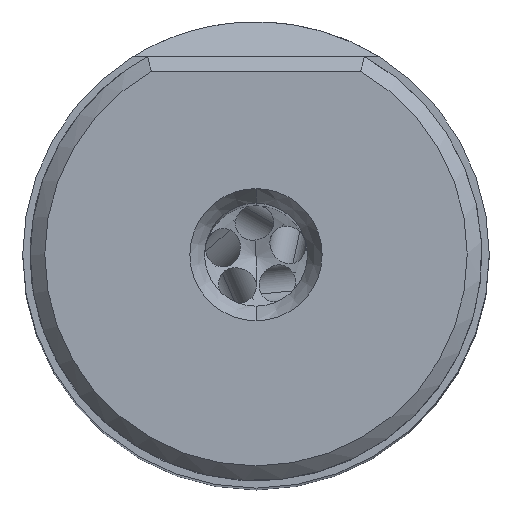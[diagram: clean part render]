
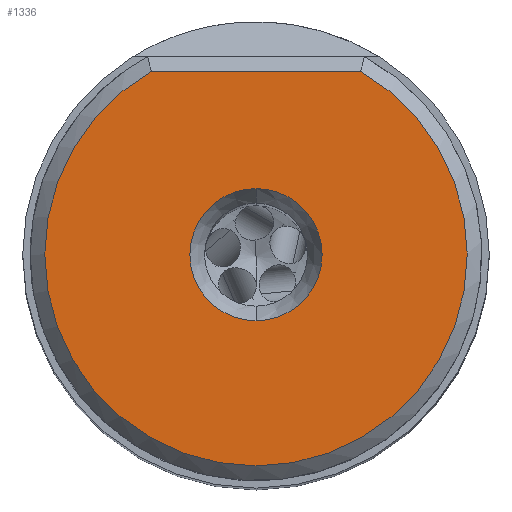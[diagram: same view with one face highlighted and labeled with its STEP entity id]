
A CAD part, top view. The second image highlights one B-rep face of the part: STEP entity #1336.
In plain terms, the highlighted planar face has unit normal (0, 0, 1).
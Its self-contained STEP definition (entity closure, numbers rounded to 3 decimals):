
#304=B_SPLINE_CURVE_WITH_KNOTS('',3,(#15987,#15988,#15989,#15990),
 .UNSPECIFIED.,.F.,.F.,(4,4),(0.,1.),.UNSPECIFIED.);
#774=PLANE('',#10054);
#882=FACE_BOUND('',#2421,.T.);
#883=FACE_BOUND('',#2422,.T.);
#1336=ADVANCED_FACE('',(#882,#883),#774,.T.);
#2421=EDGE_LOOP('',(#4095,#4096));
#2422=EDGE_LOOP('',(#4097,#4098));
#2879=CIRCLE('',#10047,14.375);
#2880=CIRCLE('',#10052,4.5);
#2881=CIRCLE('',#10053,4.5);
#4095=ORIENTED_EDGE('',*,*,#7607,.T.);
#4096=ORIENTED_EDGE('',*,*,#7608,.T.);
#4097=ORIENTED_EDGE('',*,*,#7600,.T.);
#4098=ORIENTED_EDGE('',*,*,#7606,.T.);
#6455=VERTEX_POINT('',#15945);
#6457=VERTEX_POINT('',#15948);
#6459=VERTEX_POINT('',#15993);
#6460=VERTEX_POINT('',#15994);
#7600=EDGE_CURVE('',#6457,#6455,#2879,.T.);
#7606=EDGE_CURVE('',#6455,#6457,#304,.T.);
#7607=EDGE_CURVE('',#6459,#6460,#2880,.T.);
#7608=EDGE_CURVE('',#6460,#6459,#2881,.T.);
#10047=AXIS2_PLACEMENT_3D('',#15947,#11531,#11532);
#10052=AXIS2_PLACEMENT_3D('',#15992,#11541,#11542);
#10053=AXIS2_PLACEMENT_3D('',#15995,#11543,#11544);
#10054=AXIS2_PLACEMENT_3D('',#15996,#11545,#11546);
#11531=DIRECTION('',(0.,0.,1.));
#11532=DIRECTION('',(-0.496,0.869,0.));
#11541=DIRECTION('',(0.,0.,-1.));
#11542=DIRECTION('',(0.,1.,0.));
#11543=DIRECTION('',(0.,0.,-1.));
#11544=DIRECTION('',(0.,-1.,0.));
#11545=DIRECTION('',(0.,0.,1.));
#11546=DIRECTION('',(-1.,0.,0.));
#15945=CARTESIAN_POINT('',(7.125,12.485,42.863));
#15947=CARTESIAN_POINT('',(0.,0.,42.863));
#15948=CARTESIAN_POINT('',(-7.125,12.485,42.863));
#15987=CARTESIAN_POINT('',(7.125,12.485,42.863));
#15988=CARTESIAN_POINT('',(2.375,12.485,42.863));
#15989=CARTESIAN_POINT('',(-2.375,12.485,42.863));
#15990=CARTESIAN_POINT('',(-7.125,12.485,42.863));
#15992=CARTESIAN_POINT('',(0.,0.,42.863));
#15993=CARTESIAN_POINT('',(0.,4.5,42.863));
#15994=CARTESIAN_POINT('',(0.,-4.5,42.863));
#15995=CARTESIAN_POINT('',(0.,0.,42.863));
#15996=CARTESIAN_POINT('',(0.,-1.045,42.863));
